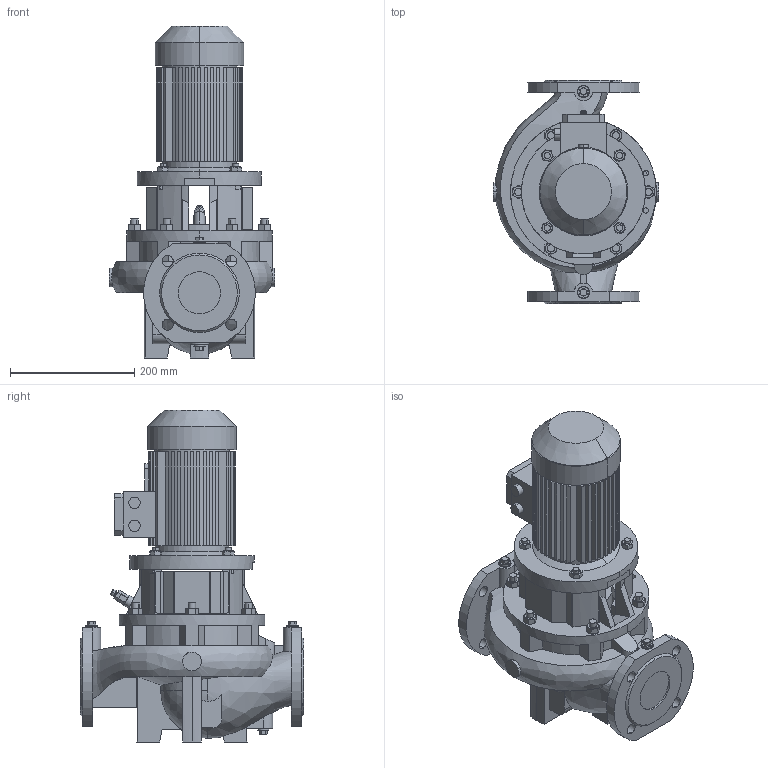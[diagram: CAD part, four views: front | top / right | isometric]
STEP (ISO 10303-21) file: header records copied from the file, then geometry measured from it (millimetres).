
FILE_DESCRIPTION (( 'STEP AP203' ), '1' );
FILE_NAME ('枅-313-000-313-011-01-41.step', '2025-02-11T17:06:48', ( 'adb' ), ( '' ), 'SwSTEP 2.0', 'SolidWorks 2016', '' );
FILE_SCHEMA (( 'CONFIG_CONTROL_DESIGN' ));
Length unit declared in the file: millimetre
Products named in the file (1): 枅-313-000-313-011-01-41
Bounding box: 266 x 360 x 535 mm (x, y, z)
Volume: 10570754.4 mm3; surface area: 1000508.8 mm2
Topology: 8 solids, 20 shells, 934 faces, 2440 edges, 1600 vertices
Faces by surface type: plane 497, cylinder 324, cone 100, bspline 10, sphere 3
Entity records: 34316 total; most frequent: CARTESIAN_POINT 11037, ORIENTED_EDGE 4876, DIRECTION 4813, EDGE_CURVE 2438, AXIS2_PLACEMENT_3D 1778, VERTEX_POINT 1600, LINE 1257, VECTOR 1257
